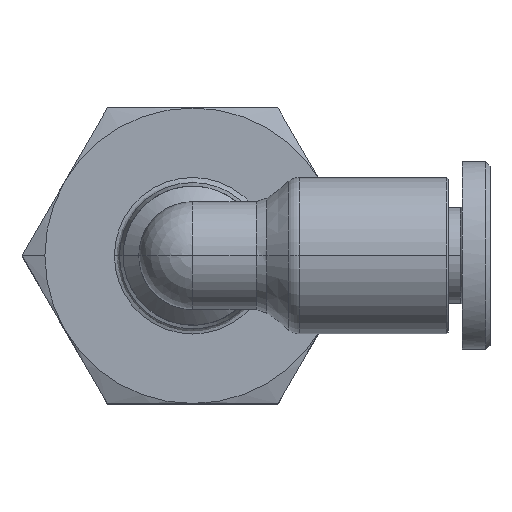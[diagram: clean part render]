
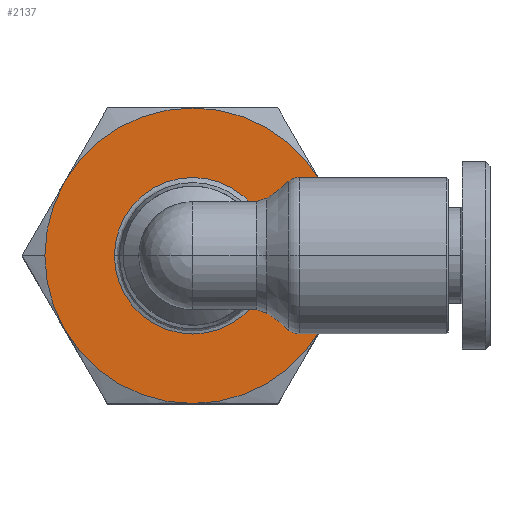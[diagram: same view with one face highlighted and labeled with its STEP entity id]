
A CAD part, top view. The second image highlights one B-rep face of the part: STEP entity #2137.
In plain terms, the highlighted planar face has unit normal (0, 0, 1).
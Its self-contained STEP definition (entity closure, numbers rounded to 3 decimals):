
#1442=CARTESIAN_POINT('',(-13.8,0.,-4.8));
#1443=VERTEX_POINT('',#1442);
#1452=CARTESIAN_POINT('',(-12.661,4.25,-4.8));
#1453=VERTEX_POINT('',#1452);
#1454=CARTESIAN_POINT('',(-5.3,0.,-4.8));
#1455=DIRECTION('',(0.0,0.0,1.0));
#1456=DIRECTION('',(1.0,0.0,0.0));
#1457=AXIS2_PLACEMENT_3D('',#1454,#1455,#1456);
#1458=CIRCLE('',#1457,8.5);
#1459=EDGE_CURVE('',#1453,#1443,#1458,.T.);
#1484=CARTESIAN_POINT('',(3.2,0.,-4.8));
#1485=VERTEX_POINT('',#1484);
#1492=CARTESIAN_POINT('',(2.061,4.25,-4.8));
#1493=VERTEX_POINT('',#1492);
#1507=CARTESIAN_POINT('',(-5.3,0.,-4.8));
#1508=DIRECTION('',(0.0,0.0,1.0));
#1509=DIRECTION('',(1.0,0.0,0.0));
#1510=AXIS2_PLACEMENT_3D('',#1507,#1508,#1509);
#1511=CIRCLE('',#1510,8.5);
#1512=EDGE_CURVE('',#1485,#1493,#1511,.T.);
#1785=CARTESIAN_POINT('',(-0.799,0.,-4.8));
#1786=VERTEX_POINT('',#1785);
#1795=CARTESIAN_POINT('',(-9.801,0.,-4.8));
#1796=VERTEX_POINT('',#1795);
#1804=CARTESIAN_POINT('',(-5.3,0.,-4.8));
#1805=DIRECTION('',(0.0,0.0,1.0));
#1806=DIRECTION('',(-1.0,0.0,0.0));
#1807=AXIS2_PLACEMENT_3D('',#1804,#1805,#1806);
#1808=CIRCLE('',#1807,4.501);
#1809=EDGE_CURVE('',#1796,#1786,#1808,.T.);
#2038=CARTESIAN_POINT('',(-5.3,0.,-4.8));
#2039=DIRECTION('',(0.0,0.0,1.0));
#2040=DIRECTION('',(-1.0,0.0,0.0));
#2041=AXIS2_PLACEMENT_3D('',#2038,#2039,#2040);
#2042=CIRCLE('',#2041,4.501);
#2043=EDGE_CURVE('',#1786,#1796,#2042,.T.);
#2074=CARTESIAN_POINT('',(-5.3,0.,-4.8));
#2075=DIRECTION('',(0.0,0.0,-1.0));
#2076=DIRECTION('',(-1.0,0.0,0.0));
#2077=AXIS2_PLACEMENT_3D('',#2074,#2075,#2076);
#2078=PLANE('',#2077);
#2079=ORIENTED_EDGE('',*,*,#1459,.T.);
#2080=CARTESIAN_POINT('',(-12.661,-4.25,-4.8));
#2081=VERTEX_POINT('',#2080);
#2082=CARTESIAN_POINT('',(-5.3,0.,-4.8));
#2083=DIRECTION('',(0.0,0.0,1.0));
#2084=DIRECTION('',(1.0,0.0,0.0));
#2085=AXIS2_PLACEMENT_3D('',#2082,#2083,#2084);
#2086=CIRCLE('',#2085,8.5);
#2087=EDGE_CURVE('',#1443,#2081,#2086,.T.);
#2088=ORIENTED_EDGE('',*,*,#2087,.T.);
#2089=CARTESIAN_POINT('',(-5.3,-8.5,-4.8));
#2090=VERTEX_POINT('',#2089);
#2091=CARTESIAN_POINT('',(-5.3,0.,-4.8));
#2092=DIRECTION('',(0.0,0.0,1.0));
#2093=DIRECTION('',(1.0,0.0,0.0));
#2094=AXIS2_PLACEMENT_3D('',#2091,#2092,#2093);
#2095=CIRCLE('',#2094,8.5);
#2096=EDGE_CURVE('',#2081,#2090,#2095,.T.);
#2097=ORIENTED_EDGE('',*,*,#2096,.T.);
#2098=CARTESIAN_POINT('',(2.061,-4.25,-4.8));
#2099=VERTEX_POINT('',#2098);
#2100=CARTESIAN_POINT('',(-5.3,0.,-4.8));
#2101=DIRECTION('',(0.0,0.0,1.0));
#2102=DIRECTION('',(1.0,0.0,0.0));
#2103=AXIS2_PLACEMENT_3D('',#2100,#2101,#2102);
#2104=CIRCLE('',#2103,8.5);
#2105=EDGE_CURVE('',#2090,#2099,#2104,.T.);
#2106=ORIENTED_EDGE('',*,*,#2105,.T.);
#2107=CARTESIAN_POINT('',(-5.3,0.,-4.8));
#2108=DIRECTION('',(0.0,0.0,1.0));
#2109=DIRECTION('',(1.0,0.0,0.0));
#2110=AXIS2_PLACEMENT_3D('',#2107,#2108,#2109);
#2111=CIRCLE('',#2110,8.5);
#2112=EDGE_CURVE('',#2099,#1485,#2111,.T.);
#2113=ORIENTED_EDGE('',*,*,#2112,.T.);
#2114=ORIENTED_EDGE('',*,*,#1512,.T.);
#2115=CARTESIAN_POINT('',(-5.3,8.5,-4.8));
#2116=VERTEX_POINT('',#2115);
#2117=CARTESIAN_POINT('',(-5.3,0.,-4.8));
#2118=DIRECTION('',(0.0,0.0,1.0));
#2119=DIRECTION('',(1.0,0.0,0.0));
#2120=AXIS2_PLACEMENT_3D('',#2117,#2118,#2119);
#2121=CIRCLE('',#2120,8.5);
#2122=EDGE_CURVE('',#1493,#2116,#2121,.T.);
#2123=ORIENTED_EDGE('',*,*,#2122,.T.);
#2124=CARTESIAN_POINT('',(-5.3,0.,-4.8));
#2125=DIRECTION('',(0.0,0.0,1.0));
#2126=DIRECTION('',(1.0,0.0,0.0));
#2127=AXIS2_PLACEMENT_3D('',#2124,#2125,#2126);
#2128=CIRCLE('',#2127,8.5);
#2129=EDGE_CURVE('',#2116,#1453,#2128,.T.);
#2130=ORIENTED_EDGE('',*,*,#2129,.T.);
#2131=EDGE_LOOP('',(#2079,#2088,#2097,#2106,#2113,#2114,#2123,#2130));
#2132=FACE_OUTER_BOUND('',#2131,.T.);
#2133=ORIENTED_EDGE('',*,*,#2043,.F.);
#2134=ORIENTED_EDGE('',*,*,#1809,.F.);
#2135=EDGE_LOOP('',(#2133,#2134));
#2136=FACE_BOUND('',#2135,.T.);
#2137=ADVANCED_FACE('',(#2132,#2136),#2078,.F.);
